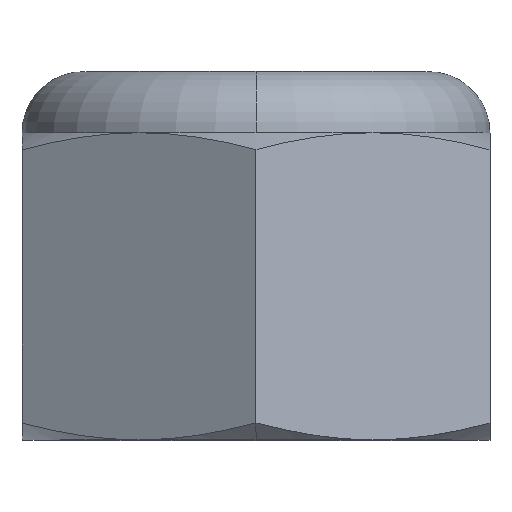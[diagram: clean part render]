
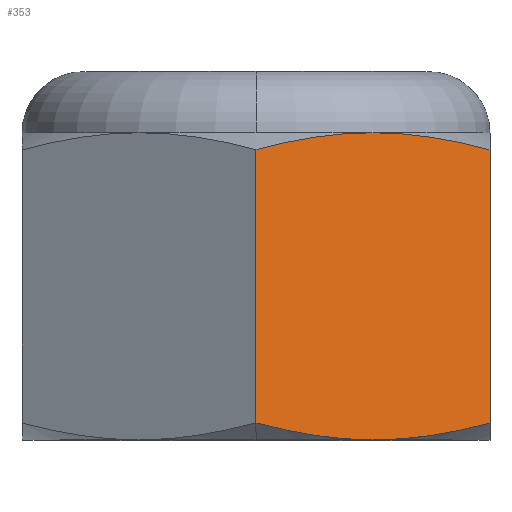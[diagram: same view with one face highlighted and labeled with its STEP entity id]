
A CAD part, top view. The second image highlights one B-rep face of the part: STEP entity #353.
In plain terms, the highlighted planar face has unit normal (0.5, 0, 0.866).
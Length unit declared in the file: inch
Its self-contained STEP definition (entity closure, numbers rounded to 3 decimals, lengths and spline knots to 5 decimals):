
#4 = CARTESIAN_POINT ( 'NONE',  ( 0., 0.77523, 0.72169 ) ) ;
#47 = ORIENTED_EDGE ( 'NONE', *, *, #1261, .T. ) ;
#83 = PLANE ( 'NONE',  #203 ) ;
#92 = CARTESIAN_POINT ( 'NONE',  ( 0., 0.04509, 0.72169 ) ) ;
#106 = VERTEX_POINT ( 'NONE', #1013 ) ;
#123 = CARTESIAN_POINT ( 'NONE',  ( 0.44313, 0.00806, 0.46585 ) ) ;
#126 = EDGE_CURVE ( 'NONE', #496, #106, #933, .T. ) ;
#154 = CARTESIAN_POINT ( 'NONE',  ( 0.3125, 0., 0.54127 ) ) ;
#168 = CARTESIAN_POINT ( 'NONE',  ( 0.41728, 0.81613, 0.48077 ) ) ;
#182 = CARTESIAN_POINT ( 'NONE',  ( 0., 0.98438, 0.72169 ) ) ;
#203 = AXIS2_PLACEMENT_3D ( 'NONE', #182, #391, #485 ) ;
#229 = ORIENTED_EDGE ( 'NONE', *, *, #305, .T. ) ;
#232 = ORIENTED_EDGE ( 'NONE', *, *, #317, .T. ) ;
#280 = VERTEX_POINT ( 'NONE', #92 ) ;
#305 = EDGE_CURVE ( 'NONE', #1180, #873, #909, .T. ) ;
#307 = VERTEX_POINT ( 'NONE', #1183 ) ;
#317 = EDGE_CURVE ( 'NONE', #873, #280, #1131, .T. ) ;
#320 = CARTESIAN_POINT ( 'NONE',  ( 0.625, 0.04509, 0.36084 ) ) ;
#353 = ADVANCED_FACE ( 'NONE', ( #1286 ), #83, .F. ) ;
#370 = CARTESIAN_POINT ( 'NONE',  ( 0.20772, 0.00419, 0.60176 ) ) ;
#378 = CARTESIAN_POINT ( 'NONE',  ( 0.25999, 0., 0.57158 ) ) ;
#391 = DIRECTION ( 'NONE',  ( -0.5, 0., -0.866 ) ) ;
#415 = CARTESIAN_POINT ( 'NONE',  ( 0.33853, 0., 0.52624 ) ) ;
#419 = ORIENTED_EDGE ( 'NONE', *, *, #1196, .F. ) ;
#472 = CARTESIAN_POINT ( 'NONE',  ( 0.625, 0.98438, 0.36084 ) ) ;
#477 = CARTESIAN_POINT ( 'NONE',  ( 0.18187, 0.81225, 0.61669 ) ) ;
#482 = CARTESIAN_POINT ( 'NONE',  ( 0.3125, 0.82031, 0.54127 ) ) ;
#485 = DIRECTION ( 'NONE',  ( -0.866, 0., 0.5 ) ) ;
#496 = VERTEX_POINT ( 'NONE', #1030 ) ;
#516 = LINE ( 'NONE', #472, #1057 ) ;
#533 = B_SPLINE_CURVE_WITH_KNOTS ( 'NONE', 3,
 ( #771, #680, #1071, #370, #378, #154 ),
 .UNSPECIFIED., .F., .F.,
 ( 4, 2, 4 ),
 ( 0., 0.00461, 0.00922 ),
 .UNSPECIFIED. ) ;
#573 = DIRECTION ( 'NONE',  ( 0., -1., 0. ) ) ;
#580 = DIRECTION ( 'NONE',  ( 0., -1., 0. ) ) ;
#606 = ORIENTED_EDGE ( 'NONE', *, *, #126, .T. ) ;
#643 = B_SPLINE_CURVE_WITH_KNOTS ( 'NONE', 3,
 ( #1077, #1067, #676, #168, #1272, #964 ),
 .UNSPECIFIED., .F., .F.,
 ( 4, 2, 4 ),
 ( 0., 0.00461, 0.00922 ),
 .UNSPECIFIED. ) ;
#676 = CARTESIAN_POINT ( 'NONE',  ( 0.52142, 0.80052, 0.42065 ) ) ;
#680 = CARTESIAN_POINT ( 'NONE',  ( 0.05172, 0.03116, 0.69183 ) ) ;
#771 = CARTESIAN_POINT ( 'NONE',  ( 0., 0.04509, 0.72169 ) ) ;
#782 = CARTESIAN_POINT ( 'NONE',  ( 0.26039, 0.8193, 0.57135 ) ) ;
#823 = CARTESIAN_POINT ( 'NONE',  ( 0.3125, 0., 0.54127 ) ) ;
#825 = CARTESIAN_POINT ( 'NONE',  ( 0.57355, 0.03123, 0.39055 ) ) ;
#873 = VERTEX_POINT ( 'NONE', #4 ) ;
#909 = B_SPLINE_CURVE_WITH_KNOTS ( 'NONE', 3,
 ( #482, #1078, #782, #1089, #477, #982, #1185, #1200 ),
 .UNSPECIFIED., .F., .F.,
 ( 4, 2, 2, 4 ),
 ( 0.00922, 0.01151, 0.01379, 0.01836 ),
 .UNSPECIFIED. ) ;
#929 = CARTESIAN_POINT ( 'NONE',  ( 0.41689, 0.00504, 0.481 ) ) ;
#933 = B_SPLINE_CURVE_WITH_KNOTS ( 'NONE', 3,
 ( #823, #415, #1235, #929, #123, #1124, #825, #320 ),
 .UNSPECIFIED., .F., .F.,
 ( 4, 2, 2, 4 ),
 ( 0.00922, 0.01151, 0.01379, 0.01836 ),
 .UNSPECIFIED. ) ;
#964 = CARTESIAN_POINT ( 'NONE',  ( 0.3125, 0.82031, 0.54127 ) ) ;
#982 = CARTESIAN_POINT ( 'NONE',  ( 0.10329, 0.80048, 0.66206 ) ) ;
#1013 = CARTESIAN_POINT ( 'NONE',  ( 0.625, 0.04509, 0.36084 ) ) ;
#1030 = CARTESIAN_POINT ( 'NONE',  ( 0.3125, 0., 0.54127 ) ) ;
#1057 = VECTOR ( 'NONE', #573, 39.37008 ) ;
#1067 = CARTESIAN_POINT ( 'NONE',  ( 0.57328, 0.78915, 0.3907 ) ) ;
#1071 = CARTESIAN_POINT ( 'NONE',  ( 0.10358, 0.01979, 0.66188 ) ) ;
#1075 = VECTOR ( 'NONE', #580, 39.37008 ) ;
#1077 = CARTESIAN_POINT ( 'NONE',  ( 0.625, 0.77523, 0.36084 ) ) ;
#1078 = CARTESIAN_POINT ( 'NONE',  ( 0.28647, 0.82031, 0.55629 ) ) ;
#1089 = CARTESIAN_POINT ( 'NONE',  ( 0.20811, 0.81527, 0.60154 ) ) ;
#1124 = CARTESIAN_POINT ( 'NONE',  ( 0.52171, 0.01984, 0.42048 ) ) ;
#1131 = LINE ( 'NONE', #1191, #1075 ) ;
#1180 = VERTEX_POINT ( 'NONE', #1291 ) ;
#1183 = CARTESIAN_POINT ( 'NONE',  ( 0.625, 0.77523, 0.36084 ) ) ;
#1185 = CARTESIAN_POINT ( 'NONE',  ( 0.05145, 0.78908, 0.69198 ) ) ;
#1189 = EDGE_LOOP ( 'NONE', ( #419, #47, #229, #232, #1304, #606 ) ) ;
#1191 = CARTESIAN_POINT ( 'NONE',  ( 0., 0.98438, 0.72169 ) ) ;
#1196 = EDGE_CURVE ( 'NONE', #307, #106, #516, .T. ) ;
#1200 = CARTESIAN_POINT ( 'NONE',  ( 0., 0.77523, 0.72169 ) ) ;
#1215 = EDGE_CURVE ( 'NONE', #280, #496, #533, .T. ) ;
#1235 = CARTESIAN_POINT ( 'NONE',  ( 0.36461, 0.00102, 0.51118 ) ) ;
#1261 = EDGE_CURVE ( 'NONE', #307, #1180, #643, .T. ) ;
#1272 = CARTESIAN_POINT ( 'NONE',  ( 0.36501, 0.82031, 0.51095 ) ) ;
#1286 = FACE_OUTER_BOUND ( 'NONE', #1189, .T. ) ;
#1291 = CARTESIAN_POINT ( 'NONE',  ( 0.3125, 0.82031, 0.54127 ) ) ;
#1304 = ORIENTED_EDGE ( 'NONE', *, *, #1215, .T. ) ;
